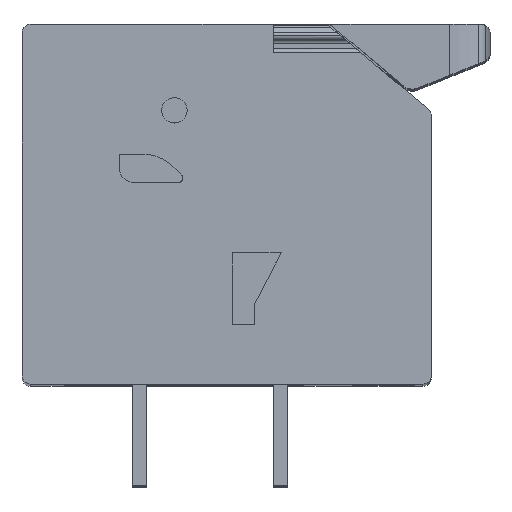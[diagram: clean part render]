
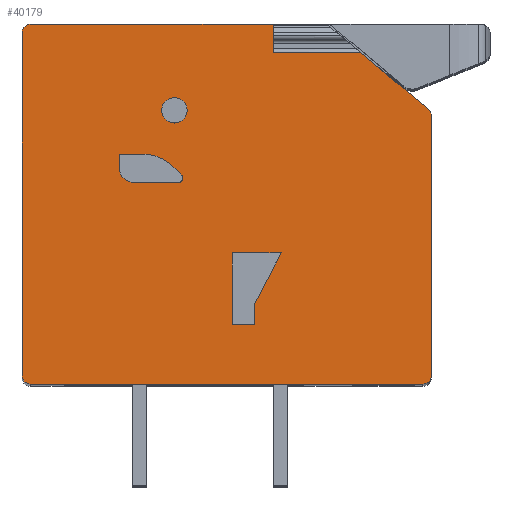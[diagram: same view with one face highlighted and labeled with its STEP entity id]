
A CAD part, top view. The second image highlights one B-rep face of the part: STEP entity #40179.
In plain terms, the highlighted planar face has unit normal (0, 0, 1).
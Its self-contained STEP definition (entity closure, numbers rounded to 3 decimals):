
#920=CIRCLE('',#41789,1.6);
#921=CIRCLE('',#41790,0.15);
#922=CIRCLE('',#41791,0.5);
#923=CIRCLE('',#41792,0.45);
#924=CIRCLE('',#41793,0.3);
#925=CIRCLE('',#41794,0.3);
#926=CIRCLE('',#41795,0.3);
#927=CIRCLE('',#41796,0.3);
#1930=ORIENTED_EDGE('',*,*,#10834,.F.);
#1931=ORIENTED_EDGE('',*,*,#10835,.F.);
#1932=ORIENTED_EDGE('',*,*,#10836,.F.);
#1933=ORIENTED_EDGE('',*,*,#10837,.F.);
#1934=ORIENTED_EDGE('',*,*,#10838,.F.);
#1935=ORIENTED_EDGE('',*,*,#10839,.F.);
#1936=ORIENTED_EDGE('',*,*,#10840,.F.);
#1937=ORIENTED_EDGE('',*,*,#10841,.F.);
#1938=ORIENTED_EDGE('',*,*,#10842,.F.);
#1939=ORIENTED_EDGE('',*,*,#10843,.T.);
#1940=ORIENTED_EDGE('',*,*,#10844,.T.);
#1941=ORIENTED_EDGE('',*,*,#10845,.T.);
#1942=ORIENTED_EDGE('',*,*,#10846,.F.);
#1943=ORIENTED_EDGE('',*,*,#10847,.T.);
#1944=ORIENTED_EDGE('',*,*,#10848,.T.);
#1945=ORIENTED_EDGE('',*,*,#10849,.T.);
#1946=ORIENTED_EDGE('',*,*,#10850,.T.);
#1947=ORIENTED_EDGE('',*,*,#10851,.T.);
#1948=ORIENTED_EDGE('',*,*,#10852,.T.);
#1949=ORIENTED_EDGE('',*,*,#10853,.T.);
#1950=ORIENTED_EDGE('',*,*,#10854,.T.);
#1951=ORIENTED_EDGE('',*,*,#10855,.T.);
#1952=ORIENTED_EDGE('',*,*,#10856,.T.);
#1953=ORIENTED_EDGE('',*,*,#10857,.F.);
#1954=ORIENTED_EDGE('',*,*,#10858,.F.);
#1955=ORIENTED_EDGE('',*,*,#10859,.F.);
#1956=ORIENTED_EDGE('',*,*,#10860,.F.);
#1957=ORIENTED_EDGE('',*,*,#10861,.F.);
#10834=EDGE_CURVE('',#15286,#15287,#18231,.T.);
#10835=EDGE_CURVE('',#15288,#15286,#18232,.T.);
#10836=EDGE_CURVE('',#15289,#15288,#920,.T.);
#10837=EDGE_CURVE('',#15290,#15289,#18233,.T.);
#10838=EDGE_CURVE('',#15291,#15290,#921,.T.);
#10839=EDGE_CURVE('',#15292,#15291,#18234,.T.);
#10840=EDGE_CURVE('',#15287,#15292,#922,.T.);
#10841=EDGE_CURVE('',#15293,#15293,#923,.T.);
#10842=EDGE_CURVE('',#15294,#15295,#18235,.T.);
#10843=EDGE_CURVE('',#15294,#15296,#18236,.T.);
#10844=EDGE_CURVE('',#15296,#15297,#18237,.T.);
#10845=EDGE_CURVE('',#15297,#15298,#18238,.T.);
#10846=EDGE_CURVE('',#15299,#15298,#18239,.T.);
#10847=EDGE_CURVE('',#15299,#15300,#18240,.T.);
#10848=EDGE_CURVE('',#15300,#15301,#18241,.T.);
#10849=EDGE_CURVE('',#15301,#15302,#924,.T.);
#10850=EDGE_CURVE('',#15302,#15303,#18242,.T.);
#10851=EDGE_CURVE('',#15303,#15304,#925,.T.);
#10852=EDGE_CURVE('',#15304,#15305,#18243,.T.);
#10853=EDGE_CURVE('',#15305,#15306,#926,.T.);
#10854=EDGE_CURVE('',#15306,#15307,#18244,.T.);
#10855=EDGE_CURVE('',#15307,#15308,#927,.T.);
#10856=EDGE_CURVE('',#15308,#15295,#18245,.T.);
#10857=EDGE_CURVE('',#15309,#15310,#18246,.T.);
#10858=EDGE_CURVE('',#15311,#15309,#18247,.T.);
#10859=EDGE_CURVE('',#15312,#15311,#18248,.T.);
#10860=EDGE_CURVE('',#15313,#15312,#18249,.T.);
#10861=EDGE_CURVE('',#15310,#15313,#18250,.T.);
#15286=VERTEX_POINT('',#53324);
#15287=VERTEX_POINT('',#53325);
#15288=VERTEX_POINT('',#53327);
#15289=VERTEX_POINT('',#53329);
#15290=VERTEX_POINT('',#53331);
#15291=VERTEX_POINT('',#53333);
#15292=VERTEX_POINT('',#53335);
#15293=VERTEX_POINT('',#53338);
#15294=VERTEX_POINT('',#53340);
#15295=VERTEX_POINT('',#53341);
#15296=VERTEX_POINT('',#53343);
#15297=VERTEX_POINT('',#53345);
#15298=VERTEX_POINT('',#53347);
#15299=VERTEX_POINT('',#53349);
#15300=VERTEX_POINT('',#53351);
#15301=VERTEX_POINT('',#53353);
#15302=VERTEX_POINT('',#53355);
#15303=VERTEX_POINT('',#53357);
#15304=VERTEX_POINT('',#53359);
#15305=VERTEX_POINT('',#53361);
#15306=VERTEX_POINT('',#53363);
#15307=VERTEX_POINT('',#53365);
#15308=VERTEX_POINT('',#53367);
#15309=VERTEX_POINT('',#53370);
#15310=VERTEX_POINT('',#53371);
#15311=VERTEX_POINT('',#53373);
#15312=VERTEX_POINT('',#53375);
#15313=VERTEX_POINT('',#53377);
#18231=LINE('',#53323,#21404);
#18232=LINE('',#53326,#21405);
#18233=LINE('',#53330,#21406);
#18234=LINE('',#53334,#21407);
#18235=LINE('',#53339,#21408);
#18236=LINE('',#53342,#21409);
#18237=LINE('',#53344,#21410);
#18238=LINE('',#53346,#21411);
#18239=LINE('',#53348,#21412);
#18240=LINE('',#53350,#21413);
#18241=LINE('',#53352,#21414);
#18242=LINE('',#53356,#21415);
#18243=LINE('',#53360,#21416);
#18244=LINE('',#53364,#21417);
#18245=LINE('',#53368,#21418);
#18246=LINE('',#53369,#21419);
#18247=LINE('',#53372,#21420);
#18248=LINE('',#53374,#21421);
#18249=LINE('',#53376,#21422);
#18250=LINE('',#53378,#21423);
#21404=VECTOR('',#44578,1000.);
#21405=VECTOR('',#44579,1000.);
#21406=VECTOR('',#44582,1000.);
#21407=VECTOR('',#44585,1000.);
#21408=VECTOR('',#44590,1000.);
#21409=VECTOR('',#44591,1000.);
#21410=VECTOR('',#44592,1000.);
#21411=VECTOR('',#44593,1000.);
#21412=VECTOR('',#44594,1000.);
#21413=VECTOR('',#44595,1000.);
#21414=VECTOR('',#44596,1000.);
#21415=VECTOR('',#44599,1000.);
#21416=VECTOR('',#44602,1000.);
#21417=VECTOR('',#44605,1000.);
#21418=VECTOR('',#44608,1000.);
#21419=VECTOR('',#44609,1000.);
#21420=VECTOR('',#44610,1000.);
#21421=VECTOR('',#44611,1000.);
#21422=VECTOR('',#44612,1000.);
#21423=VECTOR('',#44613,1000.);
#24577=EDGE_LOOP('',(#1930,#1931,#1932,#1933,#1934,#1935,#1936));
#24578=EDGE_LOOP('',(#1937));
#24579=EDGE_LOOP('',(#1938,#1939,#1940,#1941,#1942,#1943,#1944,#1945,#1946,
#1947,#1948,#1949,#1950,#1951,#1952));
#24580=EDGE_LOOP('',(#1953,#1954,#1955,#1956,#1957));
#26276=FACE_BOUND('',#24577,.T.);
#26277=FACE_BOUND('',#24578,.T.);
#26278=FACE_BOUND('',#24579,.T.);
#26279=FACE_BOUND('',#24580,.T.);
#27975=PLANE('',#41788);
#40179=ADVANCED_FACE('',(#26276,#26277,#26278,#26279),#27975,.T.);
#41788=AXIS2_PLACEMENT_3D('',#53322,#44576,#44577);
#41789=AXIS2_PLACEMENT_3D('',#53328,#44580,#44581);
#41790=AXIS2_PLACEMENT_3D('',#53332,#44583,#44584);
#41791=AXIS2_PLACEMENT_3D('',#53336,#44586,#44587);
#41792=AXIS2_PLACEMENT_3D('',#53337,#44588,#44589);
#41793=AXIS2_PLACEMENT_3D('',#53354,#44597,#44598);
#41794=AXIS2_PLACEMENT_3D('',#53358,#44600,#44601);
#41795=AXIS2_PLACEMENT_3D('',#53362,#44603,#44604);
#41796=AXIS2_PLACEMENT_3D('',#53366,#44606,#44607);
#44576=DIRECTION('',(0.,0.,1.));
#44577=DIRECTION('',(1.,0.,0.));
#44578=DIRECTION('',(0.,-1.,0.));
#44579=DIRECTION('',(-1.,0.,0.));
#44580=DIRECTION('',(0.,0.,1.));
#44581=DIRECTION('',(1.,0.,0.));
#44582=DIRECTION('',(-0.707,0.707,0.));
#44583=DIRECTION('',(0.,0.,1.));
#44584=DIRECTION('',(1.,0.,0.));
#44585=DIRECTION('',(1.,0.,0.));
#44586=DIRECTION('',(0.,0.,1.));
#44587=DIRECTION('',(1.,0.,0.));
#44588=DIRECTION('',(0.,0.,1.));
#44589=DIRECTION('',(1.,0.,0.));
#44590=DIRECTION('',(1.,0.,0.));
#44591=DIRECTION('',(0.,1.,0.));
#44592=DIRECTION('',(1.,0.,0.));
#44593=DIRECTION('',(-0.766,0.643,0.));
#44594=DIRECTION('',(1.,0.,0.));
#44595=DIRECTION('',(0.,1.,0.));
#44596=DIRECTION('',(-1.,0.,0.));
#44597=DIRECTION('',(0.,0.,1.));
#44598=DIRECTION('',(1.,0.,0.));
#44599=DIRECTION('',(0.,-1.,0.));
#44600=DIRECTION('',(0.,0.,1.));
#44601=DIRECTION('',(1.,0.,0.));
#44602=DIRECTION('',(1.,0.,0.));
#44603=DIRECTION('',(0.,0.,1.));
#44604=DIRECTION('',(1.,0.,0.));
#44605=DIRECTION('',(0.,1.,0.));
#44606=DIRECTION('',(0.,0.,1.));
#44607=DIRECTION('',(1.,0.,0.));
#44608=DIRECTION('',(-0.766,0.643,0.));
#44609=DIRECTION('',(0.,-1.,0.));
#44610=DIRECTION('',(-1.,0.,0.));
#44611=DIRECTION('',(0.461,0.888,0.));
#44612=DIRECTION('',(0.,1.,0.));
#44613=DIRECTION('',(1.,0.,0.));
#53322=CARTESIAN_POINT('',(-8.85,0.3,42.));
#53323=CARTESIAN_POINT('',(-5.7,8.15,42.));
#53324=CARTESIAN_POINT('',(-5.7,8.15,42.));
#53325=CARTESIAN_POINT('',(-5.7,7.65,42.));
#53326=CARTESIAN_POINT('',(-4.9,8.15,42.));
#53327=CARTESIAN_POINT('',(-4.9,8.15,42.));
#53328=CARTESIAN_POINT('',(-4.9,6.55,42.));
#53329=CARTESIAN_POINT('',(-3.768,7.681,42.));
#53330=CARTESIAN_POINT('',(-3.493,7.406,42.));
#53331=CARTESIAN_POINT('',(-3.493,7.406,42.));
#53332=CARTESIAN_POINT('',(-3.599,7.3,42.));
#53333=CARTESIAN_POINT('',(-3.599,7.15,42.));
#53334=CARTESIAN_POINT('',(-5.2,7.15,42.));
#53335=CARTESIAN_POINT('',(-5.2,7.15,42.));
#53336=CARTESIAN_POINT('',(-5.2,7.65,42.));
#53337=CARTESIAN_POINT('',(-3.75,9.7,42.));
#53338=CARTESIAN_POINT('',(-3.3,9.7,42.));
#53339=CARTESIAN_POINT('',(-8.85,11.75,42.));
#53340=CARTESIAN_POINT('',(-0.25,11.75,42.));
#53341=CARTESIAN_POINT('',(2.847,11.75,42.));
#53342=CARTESIAN_POINT('',(-0.25,0.3,42.));
#53343=CARTESIAN_POINT('',(-0.25,12.343,42.));
#53344=CARTESIAN_POINT('',(-0.25,12.343,42.));
#53345=CARTESIAN_POINT('',(2.141,12.343,42.));
#53346=CARTESIAN_POINT('',(5.243,9.74,42.));
#53347=CARTESIAN_POINT('',(2.137,12.346,42.));
#53348=CARTESIAN_POINT('',(-0.25,12.346,42.));
#53349=CARTESIAN_POINT('',(-0.25,12.346,42.));
#53350=CARTESIAN_POINT('',(-0.25,0.3,42.));
#53351=CARTESIAN_POINT('',(-0.25,12.75,42.));
#53352=CARTESIAN_POINT('',(1.656,12.75,42.));
#53353=CARTESIAN_POINT('',(-8.85,12.75,42.));
#53354=CARTESIAN_POINT('',(-8.85,12.45,42.));
#53355=CARTESIAN_POINT('',(-9.15,12.45,42.));
#53356=CARTESIAN_POINT('',(-9.15,12.45,42.));
#53357=CARTESIAN_POINT('',(-9.15,0.3,42.));
#53358=CARTESIAN_POINT('',(-8.85,0.3,42.));
#53359=CARTESIAN_POINT('',(-8.85,0.,42.));
#53360=CARTESIAN_POINT('',(-8.85,0.,42.));
#53361=CARTESIAN_POINT('',(5.05,0.,42.));
#53362=CARTESIAN_POINT('',(5.05,0.3,42.));
#53363=CARTESIAN_POINT('',(5.35,0.3,42.));
#53364=CARTESIAN_POINT('',(5.35,0.3,42.));
#53365=CARTESIAN_POINT('',(5.35,9.51,42.));
#53366=CARTESIAN_POINT('',(5.05,9.51,42.));
#53367=CARTESIAN_POINT('',(5.243,9.74,42.));
#53368=CARTESIAN_POINT('',(5.243,9.74,42.));
#53369=CARTESIAN_POINT('',(-1.7,4.65,42.));
#53370=CARTESIAN_POINT('',(-1.7,4.65,42.));
#53371=CARTESIAN_POINT('',(-1.7,2.1,42.));
#53372=CARTESIAN_POINT('',(0.034,4.65,42.));
#53373=CARTESIAN_POINT('',(0.034,4.65,42.));
#53374=CARTESIAN_POINT('',(-0.9,2.85,42.));
#53375=CARTESIAN_POINT('',(-0.9,2.85,42.));
#53376=CARTESIAN_POINT('',(-0.9,2.1,42.));
#53377=CARTESIAN_POINT('',(-0.9,2.1,42.));
#53378=CARTESIAN_POINT('',(-1.7,2.1,42.));
